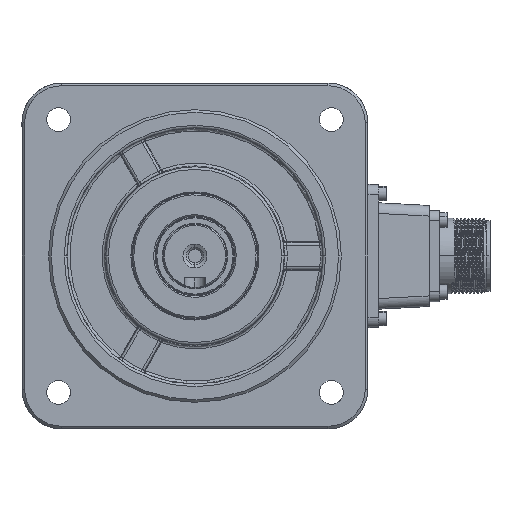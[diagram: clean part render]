
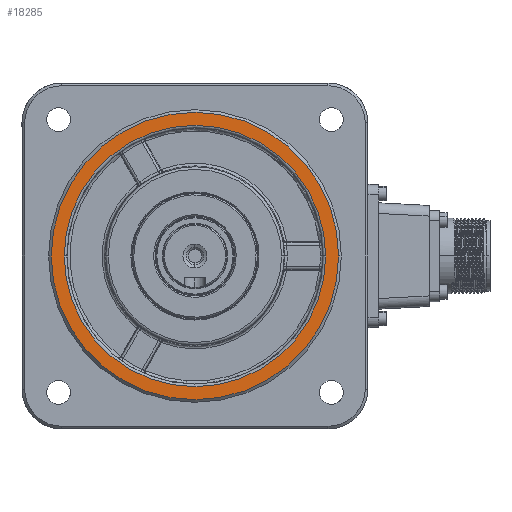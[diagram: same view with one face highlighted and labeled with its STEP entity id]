
A CAD part, left-side view. The second image highlights one B-rep face of the part: STEP entity #18285.
In plain terms, the highlighted planar face has unit normal (-1, 0, 0).
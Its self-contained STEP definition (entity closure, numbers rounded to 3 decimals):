
#1492 = EDGE_CURVE ( 'NONE', #6350, #41590, #21847, .T. ) ;
#2850 = DIRECTION ( 'NONE',  ( 1., 0., 0. ) ) ;
#3805 = AXIS2_PLACEMENT_3D ( 'NONE', #21562, #17685, #34558 ) ;
#4266 = EDGE_LOOP ( 'NONE', ( #9128, #44663 ) ) ;
#5075 = PLANE ( 'NONE',  #13556 ) ;
#6350 = VERTEX_POINT ( 'NONE', #47820 ) ;
#6899 = CARTESIAN_POINT ( 'NONE',  ( -76., 0., 0. ) ) ;
#9000 = FACE_BOUND ( 'NONE', #41077, .T. ) ;
#9128 = ORIENTED_EDGE ( 'NONE', *, *, #31546, .T. ) ;
#13556 = AXIS2_PLACEMENT_3D ( 'NONE', #39393, #14269, #51896 ) ;
#14046 = CARTESIAN_POINT ( 'NONE',  ( -76., -49.122, 0. ) ) ;
#14269 = DIRECTION ( 'NONE',  ( -1., 0., 0. ) ) ;
#17685 = DIRECTION ( 'NONE',  ( 1., 0., 0. ) ) ;
#17964 = DIRECTION ( 'NONE',  ( -1., 0., 0. ) ) ;
#18285 = ADVANCED_FACE ( 'NONE', ( #49756, #9000 ), #5075, .T. ) ;
#21373 = EDGE_CURVE ( 'NONE', #30688, #26562, #54193, .T. ) ;
#21562 = CARTESIAN_POINT ( 'NONE',  ( -76., 0., 0. ) ) ;
#21698 = CARTESIAN_POINT ( 'NONE',  ( -76., 54., 0. ) ) ;
#21847 = CIRCLE ( 'NONE', #30609, 54. ) ;
#23147 = AXIS2_PLACEMENT_3D ( 'NONE', #6899, #2850, #44360 ) ;
#26562 = VERTEX_POINT ( 'NONE', #14046 ) ;
#26570 = CARTESIAN_POINT ( 'NONE',  ( -76., 0., 0. ) ) ;
#29903 = CIRCLE ( 'NONE', #46731, 54. ) ;
#30434 = DIRECTION ( 'NONE',  ( -1., 0., 0. ) ) ;
#30609 = AXIS2_PLACEMENT_3D ( 'NONE', #26570, #17964, #43419 ) ;
#30688 = VERTEX_POINT ( 'NONE', #46734 ) ;
#31546 = EDGE_CURVE ( 'NONE', #41590, #6350, #29903, .T. ) ;
#34558 = DIRECTION ( 'NONE',  ( 0., -1., 0. ) ) ;
#38491 = ORIENTED_EDGE ( 'NONE', *, *, #50592, .T. ) ;
#38854 = DIRECTION ( 'NONE',  ( 0., -1., 0. ) ) ;
#39393 = CARTESIAN_POINT ( 'NONE',  ( -76., 0., 0. ) ) ;
#41077 = EDGE_LOOP ( 'NONE', ( #38491, #54358 ) ) ;
#41590 = VERTEX_POINT ( 'NONE', #21698 ) ;
#43419 = DIRECTION ( 'NONE',  ( 0., -1., 0. ) ) ;
#44360 = DIRECTION ( 'NONE',  ( 0., -1., 0. ) ) ;
#44663 = ORIENTED_EDGE ( 'NONE', *, *, #1492, .T. ) ;
#46731 = AXIS2_PLACEMENT_3D ( 'NONE', #51353, #30434, #38854 ) ;
#46734 = CARTESIAN_POINT ( 'NONE',  ( -76., 49.122, 0. ) ) ;
#47820 = CARTESIAN_POINT ( 'NONE',  ( -76., -54., 0. ) ) ;
#49756 = FACE_OUTER_BOUND ( 'NONE', #4266, .T. ) ;
#50592 = EDGE_CURVE ( 'NONE', #26562, #30688, #52024, .T. ) ;
#51353 = CARTESIAN_POINT ( 'NONE',  ( -76., 0., 0. ) ) ;
#51896 = DIRECTION ( 'NONE',  ( 0., -1., 0. ) ) ;
#52024 = CIRCLE ( 'NONE', #23147, 49.122 ) ;
#54193 = CIRCLE ( 'NONE', #3805, 49.122 ) ;
#54358 = ORIENTED_EDGE ( 'NONE', *, *, #21373, .T. ) ;
